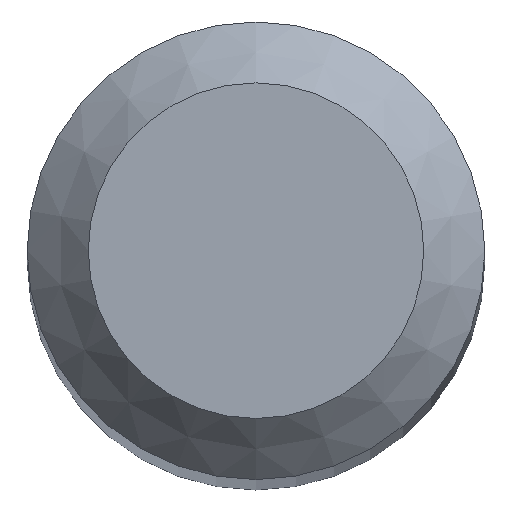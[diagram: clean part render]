
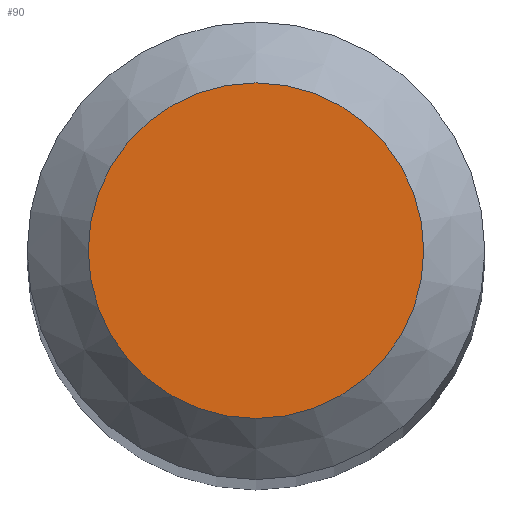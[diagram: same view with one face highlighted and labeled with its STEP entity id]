
A CAD part, top view. The second image highlights one B-rep face of the part: STEP entity #90.
In plain terms, the highlighted planar face has unit normal (0, 0, 1).
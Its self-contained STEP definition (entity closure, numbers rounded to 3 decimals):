
#17 = FACE_OUTER_BOUND ( 'NONE', #108, .T. ) ;
#20 = CARTESIAN_POINT ( 'NONE',  ( 0., 0.55, 30. ) ) ;
#24 = EDGE_CURVE ( 'NONE', #150, #150, #113, .T. ) ;
#43 = ORIENTED_EDGE ( 'NONE', *, *, #24, .F. ) ;
#64 = DIRECTION ( 'NONE',  ( 0., 1., 0. ) ) ;
#76 = DIRECTION ( 'NONE',  ( 0., 0., -1. ) ) ;
#78 = PLANE ( 'NONE',  #203 ) ;
#90 = ADVANCED_FACE ( 'NONE', ( #17 ), #78, .F. ) ;
#106 = AXIS2_PLACEMENT_3D ( 'NONE', #183, #76, #64 ) ;
#108 = EDGE_LOOP ( 'NONE', ( #43 ) ) ;
#113 = CIRCLE ( 'NONE', #106, 0.55 ) ;
#132 = DIRECTION ( 'NONE',  ( 0., 0., -1. ) ) ;
#150 = VERTEX_POINT ( 'NONE', #20 ) ;
#165 = DIRECTION ( 'NONE',  ( 0., 1., 0. ) ) ;
#183 = CARTESIAN_POINT ( 'NONE',  ( 0., 0., 30. ) ) ;
#186 = CARTESIAN_POINT ( 'NONE',  ( 0., 0., 30. ) ) ;
#203 = AXIS2_PLACEMENT_3D ( 'NONE', #186, #132, #165 ) ;
